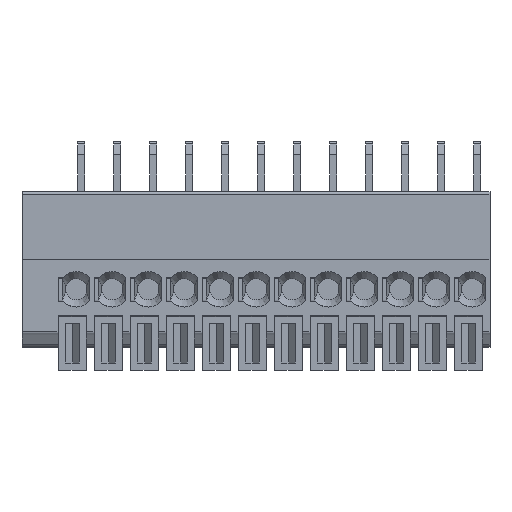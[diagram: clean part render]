
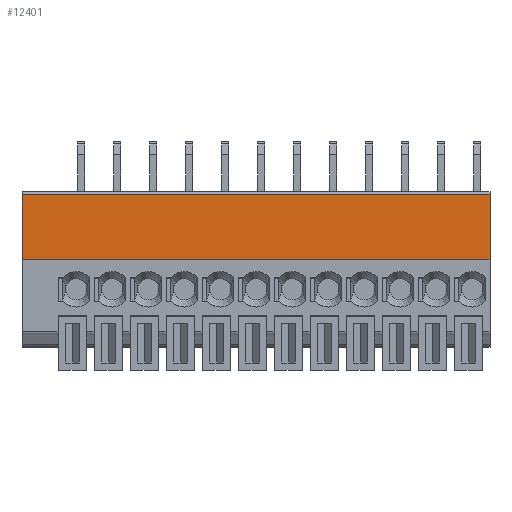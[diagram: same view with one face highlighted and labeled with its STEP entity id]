
A CAD part, left-side view. The second image highlights one B-rep face of the part: STEP entity #12401.
In plain terms, the highlighted planar face has unit normal (-1, 0, 0).
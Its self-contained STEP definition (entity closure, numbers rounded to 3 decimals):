
#605=DIRECTION('',(0.,1.,0.));
#606=VECTOR('',#605,33.02);
#607=CARTESIAN_POINT('',(-13.5,-27.94,-4.8));
#608=LINE('',#607,#606);
#609=DIRECTION('',(0.,1.,0.));
#610=VECTOR('',#609,33.02);
#611=CARTESIAN_POINT('',(-13.5,-27.94,-0.2));
#612=LINE('',#611,#610);
#2856=DIRECTION('',(0.,0.,1.));
#2857=VECTOR('',#2856,4.6);
#2858=CARTESIAN_POINT('',(-13.5,-27.94,-4.8));
#2859=LINE('',#2858,#2857);
#3672=DIRECTION('',(0.,0.,1.));
#3673=VECTOR('',#3672,4.6);
#3674=CARTESIAN_POINT('',(-13.5,5.08,-4.8));
#3675=LINE('',#3674,#3673);
#9359=CARTESIAN_POINT('',(-13.5,5.08,-4.8));
#9360=VERTEX_POINT('',#9359);
#9361=CARTESIAN_POINT('',(-13.5,5.08,-0.2));
#9362=VERTEX_POINT('',#9361);
#11242=CARTESIAN_POINT('',(-13.5,-27.94,-4.8));
#11244=VERTEX_POINT('',#11242);
#11245=CARTESIAN_POINT('',(-13.5,-27.94,-0.2));
#11246=VERTEX_POINT('',#11245);
#12387=CARTESIAN_POINT('',(-13.5,0.,-4.8));
#12388=DIRECTION('',(-1.,0.,0.));
#12389=DIRECTION('',(0.,0.,1.));
#12390=AXIS2_PLACEMENT_3D('',#12387,#12388,#12389);
#12391=PLANE('',#12390);
#12393=ORIENTED_EDGE('',*,*,#12392,.F.);
#12395=ORIENTED_EDGE('',*,*,#12394,.F.);
#12396=ORIENTED_EDGE('',*,*,#12377,.T.);
#12398=ORIENTED_EDGE('',*,*,#12397,.T.);
#12399=EDGE_LOOP('',(#12393,#12395,#12396,#12398));
#12400=FACE_OUTER_BOUND('',#12399,.F.);
#12377=EDGE_CURVE('',#11244,#9360,#608,.T.);
#12392=EDGE_CURVE('',#11246,#9362,#612,.T.);
#12394=EDGE_CURVE('',#11244,#11246,#2859,.T.);
#12397=EDGE_CURVE('',#9360,#9362,#3675,.T.);
#12401=ADVANCED_FACE('',(#12400),#12391,.T.);
